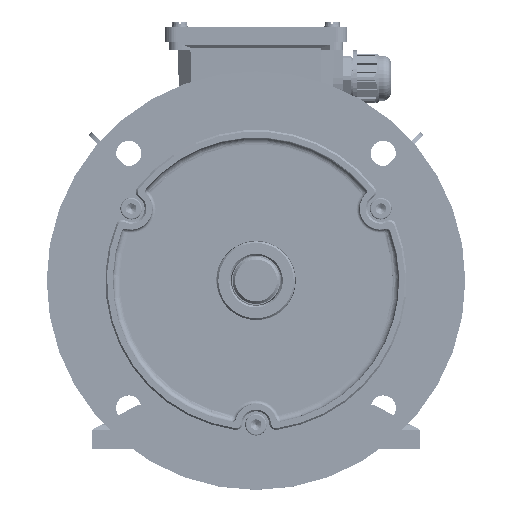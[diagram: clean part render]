
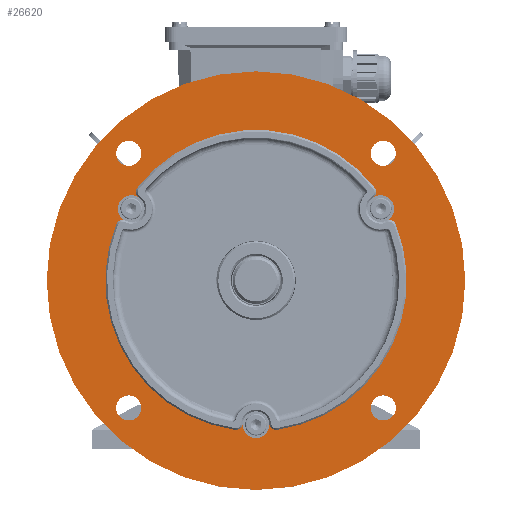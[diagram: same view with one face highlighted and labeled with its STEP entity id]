
A CAD part, top view. The second image highlights one B-rep face of the part: STEP entity #26620.
In plain terms, the highlighted planar face has unit normal (0, 0, 1).
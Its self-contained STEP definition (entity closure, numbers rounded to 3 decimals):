
#7134=PLANE('',#96075);
#26620=ADVANCED_FACE('',(#32917,#32918,#32919,#32920,#32921,#32922),#7134,
 .F.);
#32917=FACE_BOUND('',#37194,.T.);
#32918=FACE_BOUND('',#37195,.T.);
#32919=FACE_BOUND('',#37196,.T.);
#32920=FACE_BOUND('',#37197,.T.);
#32921=FACE_BOUND('',#37198,.T.);
#32922=FACE_BOUND('',#37199,.T.);
#37194=EDGE_LOOP('',(#55702));
#37195=EDGE_LOOP('',(#55703));
#37196=EDGE_LOOP('',(#55704,#55705,#55706,#55707,#55708,#55709,#55710,#55711,
#55712,#55713,#55714,#55715));
#37197=EDGE_LOOP('',(#55716));
#37198=EDGE_LOOP('',(#55717));
#37199=EDGE_LOOP('',(#55718));
#55702=ORIENTED_EDGE('',*,*,#82056,.F.);
#55703=ORIENTED_EDGE('',*,*,#82058,.F.);
#55704=ORIENTED_EDGE('',*,*,#82059,.F.);
#55705=ORIENTED_EDGE('',*,*,#82060,.T.);
#55706=ORIENTED_EDGE('',*,*,#82061,.F.);
#55707=ORIENTED_EDGE('',*,*,#82062,.T.);
#55708=ORIENTED_EDGE('',*,*,#82063,.F.);
#55709=ORIENTED_EDGE('',*,*,#82064,.T.);
#55710=ORIENTED_EDGE('',*,*,#82065,.F.);
#55711=ORIENTED_EDGE('',*,*,#82066,.T.);
#55712=ORIENTED_EDGE('',*,*,#82067,.F.);
#55713=ORIENTED_EDGE('',*,*,#82068,.T.);
#55714=ORIENTED_EDGE('',*,*,#82069,.F.);
#55715=ORIENTED_EDGE('',*,*,#82070,.T.);
#55716=ORIENTED_EDGE('',*,*,#82071,.T.);
#55717=ORIENTED_EDGE('',*,*,#82072,.F.);
#55718=ORIENTED_EDGE('',*,*,#82073,.T.);
#70673=VERTEX_POINT('',#147363);
#70675=VERTEX_POINT('',#147368);
#70676=VERTEX_POINT('',#147371);
#70677=VERTEX_POINT('',#147372);
#70678=VERTEX_POINT('',#147374);
#70679=VERTEX_POINT('',#147376);
#70680=VERTEX_POINT('',#147378);
#70681=VERTEX_POINT('',#147380);
#70682=VERTEX_POINT('',#147382);
#70683=VERTEX_POINT('',#147384);
#70684=VERTEX_POINT('',#147386);
#70685=VERTEX_POINT('',#147388);
#70686=VERTEX_POINT('',#147390);
#70687=VERTEX_POINT('',#147392);
#70688=VERTEX_POINT('',#147395);
#70689=VERTEX_POINT('',#147397);
#70690=VERTEX_POINT('',#147399);
#82056=EDGE_CURVE('',#70673,#70673,#89383,.T.);
#82058=EDGE_CURVE('',#70675,#70675,#89385,.T.);
#82059=EDGE_CURVE('',#70676,#70677,#89386,.T.);
#82060=EDGE_CURVE('',#70676,#70678,#89387,.T.);
#82061=EDGE_CURVE('',#70679,#70678,#89388,.T.);
#82062=EDGE_CURVE('',#70679,#70680,#89389,.T.);
#82063=EDGE_CURVE('',#70681,#70680,#89390,.T.);
#82064=EDGE_CURVE('',#70681,#70682,#89391,.T.);
#82065=EDGE_CURVE('',#70683,#70682,#89392,.T.);
#82066=EDGE_CURVE('',#70683,#70684,#89393,.T.);
#82067=EDGE_CURVE('',#70685,#70684,#89394,.T.);
#82068=EDGE_CURVE('',#70685,#70686,#89395,.T.);
#82069=EDGE_CURVE('',#70687,#70686,#89396,.T.);
#82070=EDGE_CURVE('',#70687,#70677,#89397,.T.);
#82071=EDGE_CURVE('',#70688,#70688,#89398,.T.);
#82072=EDGE_CURVE('',#70689,#70689,#89399,.T.);
#82073=EDGE_CURVE('',#70690,#70690,#89400,.T.);
#89383=CIRCLE('',#96055,7.5);
#89385=CIRCLE('',#96058,7.5);
#89386=CIRCLE('',#96060,8.);
#89387=CIRCLE('',#96061,4.);
#89388=CIRCLE('',#96062,90.);
#89389=CIRCLE('',#96063,4.);
#89390=CIRCLE('',#96064,8.);
#89391=CIRCLE('',#96065,4.);
#89392=CIRCLE('',#96066,90.);
#89393=CIRCLE('',#96067,4.);
#89394=CIRCLE('',#96068,8.);
#89395=CIRCLE('',#96069,4.);
#89396=CIRCLE('',#96070,90.);
#89397=CIRCLE('',#96071,4.);
#89398=CIRCLE('',#96072,125.);
#89399=CIRCLE('',#96073,7.5);
#89400=CIRCLE('',#96074,7.5);
#96055=AXIS2_PLACEMENT_3D('',#147362,#115189,#115190);
#96058=AXIS2_PLACEMENT_3D('',#147367,#115195,#115196);
#96060=AXIS2_PLACEMENT_3D('',#147370,#115199,#115200);
#96061=AXIS2_PLACEMENT_3D('',#147373,#115201,#115202);
#96062=AXIS2_PLACEMENT_3D('',#147375,#115203,#115204);
#96063=AXIS2_PLACEMENT_3D('',#147377,#115205,#115206);
#96064=AXIS2_PLACEMENT_3D('',#147379,#115207,#115208);
#96065=AXIS2_PLACEMENT_3D('',#147381,#115209,#115210);
#96066=AXIS2_PLACEMENT_3D('',#147383,#115211,#115212);
#96067=AXIS2_PLACEMENT_3D('',#147385,#115213,#115214);
#96068=AXIS2_PLACEMENT_3D('',#147387,#115215,#115216);
#96069=AXIS2_PLACEMENT_3D('',#147389,#115217,#115218);
#96070=AXIS2_PLACEMENT_3D('',#147391,#115219,#115220);
#96071=AXIS2_PLACEMENT_3D('',#147393,#115221,#115222);
#96072=AXIS2_PLACEMENT_3D('',#147394,#115223,#115224);
#96073=AXIS2_PLACEMENT_3D('',#147396,#115225,#115226);
#96074=AXIS2_PLACEMENT_3D('',#147398,#115227,#115228);
#96075=AXIS2_PLACEMENT_3D('',#147400,#115229,#115230);
#115189=DIRECTION('',(0.,0.,1.));
#115190=DIRECTION('',(-1.,0.,0.));
#115195=DIRECTION('',(0.,0.,1.));
#115196=DIRECTION('',(-1.,0.,0.));
#115199=DIRECTION('',(0.,0.,1.));
#115200=DIRECTION('',(-1.,0.,0.));
#115201=DIRECTION('',(0.,0.,-1.));
#115202=DIRECTION('',(-1.,0.,0.));
#115203=DIRECTION('',(0.,0.,1.));
#115204=DIRECTION('',(1.,0.,0.));
#115205=DIRECTION('',(0.,0.,-1.));
#115206=DIRECTION('',(-1.,0.,0.));
#115207=DIRECTION('',(0.,0.,1.));
#115208=DIRECTION('',(-1.,0.,0.));
#115209=DIRECTION('',(0.,0.,-1.));
#115210=DIRECTION('',(-1.,0.,0.));
#115211=DIRECTION('',(0.,0.,1.));
#115212=DIRECTION('',(1.,0.,0.));
#115213=DIRECTION('',(0.,0.,-1.));
#115214=DIRECTION('',(-1.,0.,0.));
#115215=DIRECTION('',(0.,0.,1.));
#115216=DIRECTION('',(-1.,0.,0.));
#115217=DIRECTION('',(0.,0.,-1.));
#115218=DIRECTION('',(-1.,0.,0.));
#115219=DIRECTION('',(0.,0.,1.));
#115220=DIRECTION('',(1.,0.,0.));
#115221=DIRECTION('',(0.,0.,-1.));
#115222=DIRECTION('',(-1.,0.,0.));
#115223=DIRECTION('',(0.,0.,1.));
#115224=DIRECTION('',(1.,0.,0.));
#115225=DIRECTION('',(0.,0.,1.));
#115226=DIRECTION('',(-1.,0.,0.));
#115227=DIRECTION('',(0.,0.,-1.));
#115228=DIRECTION('',(-1.,0.,0.));
#115229=DIRECTION('',(0.,0.,-1.));
#115230=DIRECTION('',(-1.,0.,0.));
#147362=CARTESIAN_POINT('',(76.014,-76.014,237.));
#147363=CARTESIAN_POINT('',(68.514,-76.014,237.));
#147367=CARTESIAN_POINT('',(-76.014,76.014,237.));
#147368=CARTESIAN_POINT('',(-83.514,76.014,237.));
#147370=CARTESIAN_POINT('',(0.,-86.,237.));
#147371=CARTESIAN_POINT('',(-7.981,-85.442,237.));
#147372=CARTESIAN_POINT('',(7.981,-85.442,237.));
#147373=CARTESIAN_POINT('',(-11.971,-85.163,237.));
#147374=CARTESIAN_POINT('',(-12.528,-89.124,237.));
#147375=CARTESIAN_POINT('',(0.,0.,237.));
#147376=CARTESIAN_POINT('',(-83.447,33.713,237.));
#147377=CARTESIAN_POINT('',(-79.739,32.214,237.));
#147378=CARTESIAN_POINT('',(-77.985,35.81,237.));
#147379=CARTESIAN_POINT('',(-74.478,43.,237.));
#147380=CARTESIAN_POINT('',(-70.005,49.632,237.));
#147381=CARTESIAN_POINT('',(-67.768,52.948,237.));
#147382=CARTESIAN_POINT('',(-70.92,55.411,237.));
#147383=CARTESIAN_POINT('',(0.,0.,237.));
#147384=CARTESIAN_POINT('',(70.92,55.411,237.));
#147385=CARTESIAN_POINT('',(67.768,52.948,237.));
#147386=CARTESIAN_POINT('',(70.005,49.632,237.));
#147387=CARTESIAN_POINT('',(74.478,43.,237.));
#147388=CARTESIAN_POINT('',(77.985,35.81,237.));
#147389=CARTESIAN_POINT('',(79.739,32.214,237.));
#147390=CARTESIAN_POINT('',(83.447,33.713,237.));
#147391=CARTESIAN_POINT('',(0.,0.,237.));
#147392=CARTESIAN_POINT('',(12.528,-89.124,237.));
#147393=CARTESIAN_POINT('',(11.971,-85.163,237.));
#147394=CARTESIAN_POINT('',(0.,0.,237.));
#147395=CARTESIAN_POINT('',(125.,0.,237.));
#147396=CARTESIAN_POINT('',(76.014,76.014,237.));
#147397=CARTESIAN_POINT('',(68.514,76.014,237.));
#147398=CARTESIAN_POINT('',(-76.014,-76.014,237.));
#147399=CARTESIAN_POINT('',(-83.514,-76.014,237.));
#147400=CARTESIAN_POINT('',(0.,125.,237.));
